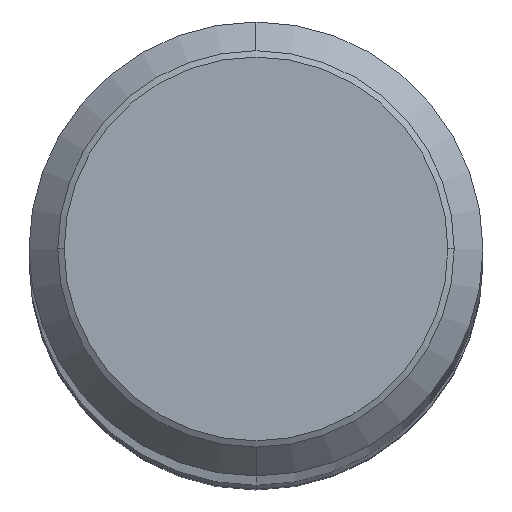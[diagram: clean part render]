
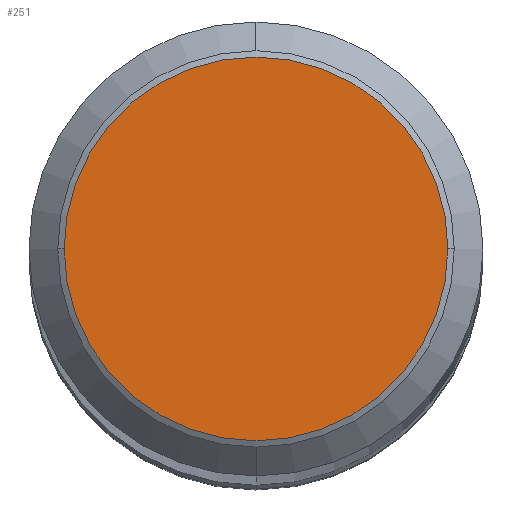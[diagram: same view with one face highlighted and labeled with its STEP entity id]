
A CAD part, top view. The second image highlights one B-rep face of the part: STEP entity #251.
In plain terms, the highlighted planar face has unit normal (0, 0, 1).
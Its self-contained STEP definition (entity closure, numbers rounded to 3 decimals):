
#167=EDGE_CURVE('',#189,#203,#364,.T.);
#175=EDGE_CURVE('',#203,#189,#372,.T.);
#189=VERTEX_POINT('',#388);
#203=VERTEX_POINT('',#403);
#251=ADVANCED_FACE('',(#457),#458,.T.);
#364=CIRCLE('',#584,5.917);
#372=CIRCLE('',#596,5.917);
#388=CARTESIAN_POINT('',(5.917,0.,234.0));
#403=CARTESIAN_POINT('',(-5.917,0.,234.0));
#457=FACE_OUTER_BOUND('',#702,.T.);
#458=PLANE('',#703);
#584=AXIS2_PLACEMENT_3D('',#848,#849,#850);
#596=AXIS2_PLACEMENT_3D('',#860,#861,#862);
#702=EDGE_LOOP('',(#961,#962));
#703=AXIS2_PLACEMENT_3D('',#963,#964,#965);
#848=CARTESIAN_POINT('',(0.,0.0,234.0));
#849=DIRECTION('',(0.0,0.0,1.0));
#850=DIRECTION('',(-1.0,0.,0.0));
#860=CARTESIAN_POINT('',(0.,0.0,234.0));
#861=DIRECTION('',(0.0,0.0,1.0));
#862=DIRECTION('',(-1.0,0.,0.0));
#961=ORIENTED_EDGE('',*,*,#175,.T.);
#962=ORIENTED_EDGE('',*,*,#167,.T.);
#963=CARTESIAN_POINT('',(0.,-3.,234.0));
#964=DIRECTION('',(0.0,0.0,1.0));
#965=DIRECTION('',(0.,-1.0,0.0));
